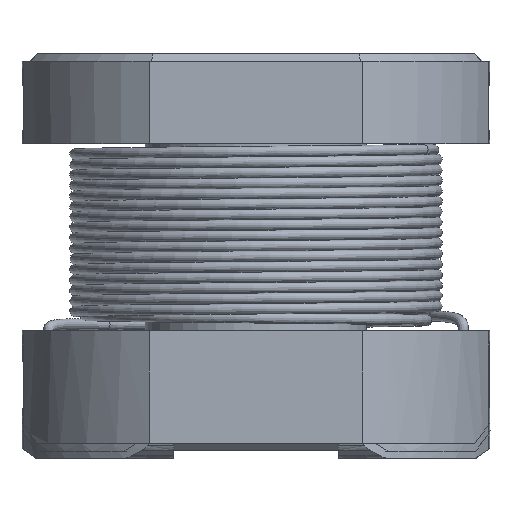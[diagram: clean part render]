
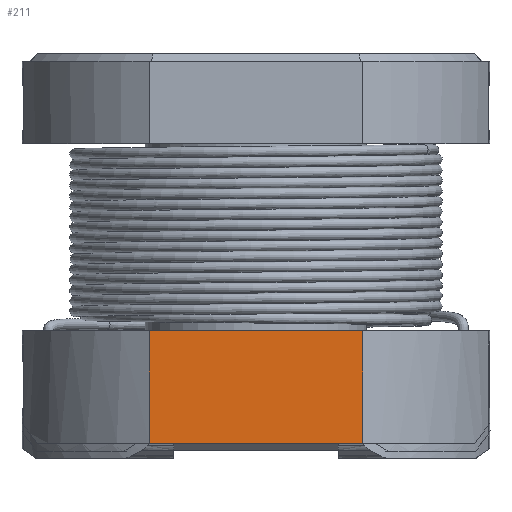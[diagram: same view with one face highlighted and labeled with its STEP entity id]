
A CAD part, front view. The second image highlights one B-rep face of the part: STEP entity #211.
In plain terms, the highlighted free-form (B-spline) face has degree [1, 1] with [2, 2] control points.
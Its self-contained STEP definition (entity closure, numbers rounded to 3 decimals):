
#176=CARTESIAN_POINT('',(0.711,-1.45,-1.85));
#177=CARTESIAN_POINT('',(0.711,-1.45,-2.6));
#178=CARTESIAN_POINT('',(-0.711,-1.45,-1.85));
#179=CARTESIAN_POINT('',(-0.711,-1.45,-2.6));
#180=B_SPLINE_SURFACE_WITH_KNOTS('',1,1,((#176,#177),(#178,#179)),.PLANE_SURF.,.F.,.F.,.U.,(2,2),(2,2),(0.,1.),(0.,1.),.UNSPECIFIED.);
#181=CARTESIAN_POINT('',(0.711,-1.45,-1.85));
#182=VERTEX_POINT('',#181);
#183=CARTESIAN_POINT('',(-0.711,-1.45,-1.85));
#184=VERTEX_POINT('',#183);
#185=CARTESIAN_POINT('',(0.711,-1.45,-1.85));
#186=CARTESIAN_POINT('',(-0.711,-1.45,-1.85));
#187=B_SPLINE_CURVE_WITH_KNOTS('',1,(#185,#186),.POLYLINE_FORM.,.F.,.U.,(2,2),(0.,1.),.UNSPECIFIED.);
#188=EDGE_CURVE('',#182,#184,#187,.T.);
#189=ORIENTED_EDGE('',*,*,#188,.T.);
#190=CARTESIAN_POINT('',(-0.711,-1.45,-2.6));
#191=VERTEX_POINT('',#190);
#192=CARTESIAN_POINT('',(-0.711,-1.45,-1.85));
#193=CARTESIAN_POINT('',(-0.711,-1.45,-2.6));
#194=B_SPLINE_CURVE_WITH_KNOTS('',1,(#192,#193),.POLYLINE_FORM.,.F.,.U.,(2,2),(0.,1.),.UNSPECIFIED.);
#195=EDGE_CURVE('',#184,#191,#194,.T.);
#196=ORIENTED_EDGE('',*,*,#195,.T.);
#197=CARTESIAN_POINT('',(0.711,-1.45,-2.6));
#198=VERTEX_POINT('',#197);
#199=CARTESIAN_POINT('',(0.711,-1.45,-2.6));
#200=CARTESIAN_POINT('',(-0.711,-1.45,-2.6));
#201=B_SPLINE_CURVE_WITH_KNOTS('',1,(#199,#200),.POLYLINE_FORM.,.F.,.U.,(2,2),(0.,1.),.UNSPECIFIED.);
#202=EDGE_CURVE('',#198,#191,#201,.T.);
#203=ORIENTED_EDGE('',*,*,#202,.F.);
#204=CARTESIAN_POINT('',(0.711,-1.45,-1.85));
#205=CARTESIAN_POINT('',(0.711,-1.45,-2.6));
#206=B_SPLINE_CURVE_WITH_KNOTS('',1,(#204,#205),.POLYLINE_FORM.,.F.,.U.,(2,2),(0.,1.),.UNSPECIFIED.);
#207=EDGE_CURVE('',#182,#198,#206,.T.);
#208=ORIENTED_EDGE('',*,*,#207,.F.);
#209=EDGE_LOOP('',(#189,#196,#203,#208));
#210=FACE_OUTER_BOUND('',#209,.T.);
#211=ADVANCED_FACE('',(#210),#180,.T.);
